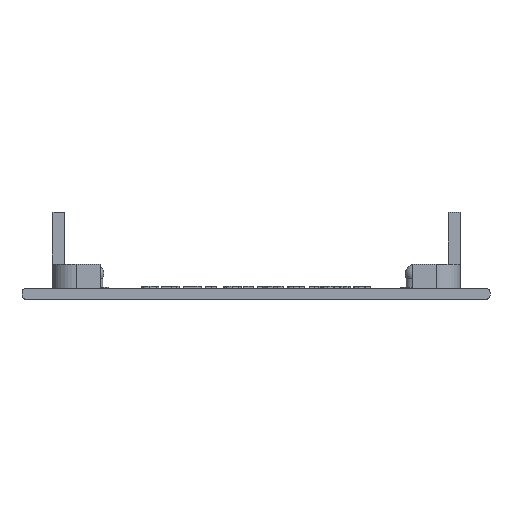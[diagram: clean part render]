
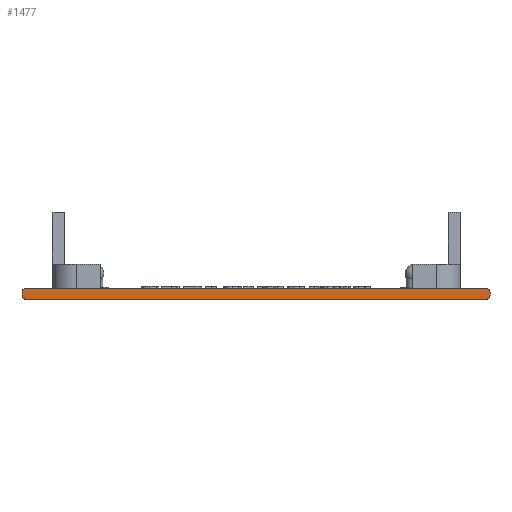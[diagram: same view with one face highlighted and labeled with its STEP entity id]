
A CAD part, front view. The second image highlights one B-rep face of the part: STEP entity #1477.
In plain terms, the highlighted planar face has unit normal (0, -1, 0).
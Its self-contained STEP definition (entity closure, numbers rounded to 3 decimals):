
#32 = PLANE('',#33);
#33 = AXIS2_PLACEMENT_3D('',#34,#35,#36);
#34 = CARTESIAN_POINT('',(71.,147.,0.));
#35 = DIRECTION('',(0.,0.,1.));
#36 = DIRECTION('',(1.,0.,0.));
#57 = VERTEX_POINT('',#58);
#58 = CARTESIAN_POINT('',(70.3,147.,0.));
#72 = CYLINDRICAL_SURFACE('',#73,0.7);
#73 = AXIS2_PLACEMENT_3D('',#74,#75,#76);
#74 = CARTESIAN_POINT('',(70.3,147.,0.7));
#75 = DIRECTION('',(-0.,1.,-0.));
#76 = DIRECTION('',(1.,-0.,-0.));
#84 = EDGE_CURVE('',#85,#57,#87,.T.);
#85 = VERTEX_POINT('',#86);
#86 = CARTESIAN_POINT('',(-6.3,147.,0.));
#87 = SURFACE_CURVE('',#88,(#92,#99),.PCURVE_S1.);
#88 = LINE('',#89,#90);
#89 = CARTESIAN_POINT('',(-6.3,147.,0.));
#90 = VECTOR('',#91,1.);
#91 = DIRECTION('',(1.,0.,0.));
#92 = PCURVE('',#32,#93);
#93 = DEFINITIONAL_REPRESENTATION('',(#94),#98);
#94 = LINE('',#95,#96);
#95 = CARTESIAN_POINT('',(-77.3,0.));
#96 = VECTOR('',#97,1.);
#97 = DIRECTION('',(1.,-0.));
#98 = ( GEOMETRIC_REPRESENTATION_CONTEXT(2) 
PARAMETRIC_REPRESENTATION_CONTEXT() REPRESENTATION_CONTEXT('2D SPACE',''
  ) );
#99 = PCURVE('',#100,#105);
#100 = PLANE('',#101);
#101 = AXIS2_PLACEMENT_3D('',#102,#103,#104);
#102 = CARTESIAN_POINT('',(71.,147.,0.));
#103 = DIRECTION('',(0.,1.,0.));
#104 = DIRECTION('',(-0.,-0.,-1.));
#105 = DEFINITIONAL_REPRESENTATION('',(#106),#110);
#106 = LINE('',#107,#108);
#107 = CARTESIAN_POINT('',(0.,77.3));
#108 = VECTOR('',#109,1.);
#109 = DIRECTION('',(-0.,-1.));
#110 = ( GEOMETRIC_REPRESENTATION_CONTEXT(2) 
PARAMETRIC_REPRESENTATION_CONTEXT() REPRESENTATION_CONTEXT('2D SPACE',''
  ) );
#128 = CYLINDRICAL_SURFACE('',#129,0.7);
#129 = AXIS2_PLACEMENT_3D('',#130,#131,#132);
#130 = CARTESIAN_POINT('',(-6.3,147.,0.7));
#131 = DIRECTION('',(0.,1.,0.));
#132 = DIRECTION('',(-1.,0.,0.));
#1334 = PLANE('',#1335);
#1335 = AXIS2_PLACEMENT_3D('',#1336,#1337,#1338);
#1336 = CARTESIAN_POINT('',(71.,147.,0.));
#1337 = DIRECTION('',(-1.,-0.,-0.));
#1338 = DIRECTION('',(-0.,-0.,-1.));
#1367 = CYLINDRICAL_SURFACE('',#1368,0.7);
#1368 = AXIS2_PLACEMENT_3D('',#1369,#1370,#1371);
#1369 = CARTESIAN_POINT('',(70.3,147.,1.15));
#1370 = DIRECTION('',(-0.,1.,-0.));
#1371 = DIRECTION('',(1.,-0.,-0.));
#1395 = PLANE('',#1396);
#1396 = AXIS2_PLACEMENT_3D('',#1397,#1398,#1399);
#1397 = CARTESIAN_POINT('',(71.,147.,1.85));
#1398 = DIRECTION('',(0.,0.,1.));
#1399 = DIRECTION('',(1.,0.,0.));
#1431 = EDGE_CURVE('',#1432,#57,#1434,.T.);
#1432 = VERTEX_POINT('',#1433);
#1433 = CARTESIAN_POINT('',(71.,147.,0.7));
#1434 = SURFACE_CURVE('',#1435,(#1440,#1447),.PCURVE_S1.);
#1435 = CIRCLE('',#1436,0.7);
#1436 = AXIS2_PLACEMENT_3D('',#1437,#1438,#1439);
#1437 = CARTESIAN_POINT('',(70.3,147.,0.7));
#1438 = DIRECTION('',(0.,1.,0.));
#1439 = DIRECTION('',(-0.,-0.,1.));
#1440 = PCURVE('',#72,#1441);
#1441 = DEFINITIONAL_REPRESENTATION('',(#1442),#1446);
#1442 = LINE('',#1443,#1444);
#1443 = CARTESIAN_POINT('',(-1.571,0.));
#1444 = VECTOR('',#1445,1.);
#1445 = DIRECTION('',(1.,0.));
#1446 = ( GEOMETRIC_REPRESENTATION_CONTEXT(2) 
PARAMETRIC_REPRESENTATION_CONTEXT() REPRESENTATION_CONTEXT('2D SPACE',''
  ) );
#1447 = PCURVE('',#100,#1448);
#1448 = DEFINITIONAL_REPRESENTATION('',(#1449),#1453);
#1449 = CIRCLE('',#1450,0.7);
#1450 = AXIS2_PLACEMENT_2D('',#1451,#1452);
#1451 = CARTESIAN_POINT('',(-0.7,0.7));
#1452 = DIRECTION('',(-1.,0.));
#1453 = ( GEOMETRIC_REPRESENTATION_CONTEXT(2) 
PARAMETRIC_REPRESENTATION_CONTEXT() REPRESENTATION_CONTEXT('2D SPACE',''
  ) );
#1477 = ADVANCED_FACE('',(#1478),#100,.F.);
#1478 = FACE_BOUND('',#1479,.T.);
#1479 = EDGE_LOOP('',(#1480,#1481,#1504,#1532,#1555,#1584,#1612,#1638));
#1480 = ORIENTED_EDGE('',*,*,#1431,.F.);
#1481 = ORIENTED_EDGE('',*,*,#1482,.T.);
#1482 = EDGE_CURVE('',#1432,#1483,#1485,.T.);
#1483 = VERTEX_POINT('',#1484);
#1484 = CARTESIAN_POINT('',(71.,147.,1.15));
#1485 = SURFACE_CURVE('',#1486,(#1490,#1497),.PCURVE_S1.);
#1486 = LINE('',#1487,#1488);
#1487 = CARTESIAN_POINT('',(71.,147.,0.));
#1488 = VECTOR('',#1489,1.);
#1489 = DIRECTION('',(0.,0.,1.));
#1490 = PCURVE('',#100,#1491);
#1491 = DEFINITIONAL_REPRESENTATION('',(#1492),#1496);
#1492 = LINE('',#1493,#1494);
#1493 = CARTESIAN_POINT('',(-0.,-0.));
#1494 = VECTOR('',#1495,1.);
#1495 = DIRECTION('',(-1.,-0.));
#1496 = ( GEOMETRIC_REPRESENTATION_CONTEXT(2) 
PARAMETRIC_REPRESENTATION_CONTEXT() REPRESENTATION_CONTEXT('2D SPACE',''
  ) );
#1497 = PCURVE('',#1334,#1498);
#1498 = DEFINITIONAL_REPRESENTATION('',(#1499),#1503);
#1499 = LINE('',#1500,#1501);
#1500 = CARTESIAN_POINT('',(-0.,-0.));
#1501 = VECTOR('',#1502,1.);
#1502 = DIRECTION('',(-1.,-0.));
#1503 = ( GEOMETRIC_REPRESENTATION_CONTEXT(2) 
PARAMETRIC_REPRESENTATION_CONTEXT() REPRESENTATION_CONTEXT('2D SPACE',''
  ) );
#1504 = ORIENTED_EDGE('',*,*,#1505,.T.);
#1505 = EDGE_CURVE('',#1483,#1506,#1508,.T.);
#1506 = VERTEX_POINT('',#1507);
#1507 = CARTESIAN_POINT('',(70.3,147.,1.85));
#1508 = SURFACE_CURVE('',#1509,(#1514,#1525),.PCURVE_S1.);
#1509 = CIRCLE('',#1510,0.7);
#1510 = AXIS2_PLACEMENT_3D('',#1511,#1512,#1513);
#1511 = CARTESIAN_POINT('',(70.3,147.,1.15));
#1512 = DIRECTION('',(0.,-1.,0.));
#1513 = DIRECTION('',(-0.,-0.,1.));
#1514 = PCURVE('',#100,#1515);
#1515 = DEFINITIONAL_REPRESENTATION('',(#1516),#1524);
#1516 = ( BOUNDED_CURVE() B_SPLINE_CURVE(2,(#1517,#1518,#1519,#1520,
#1521,#1522,#1523),.UNSPECIFIED.,.T.,.F.) B_SPLINE_CURVE_WITH_KNOTS((1,2
    ,2,2,2,1),(-2.094,0.,2.094,4.189,
6.283,8.378),.UNSPECIFIED.) CURVE() 
GEOMETRIC_REPRESENTATION_ITEM() RATIONAL_B_SPLINE_CURVE((1.,0.5,1.,0.5,
1.,0.5,1.)) REPRESENTATION_ITEM('') );
#1517 = CARTESIAN_POINT('',(-1.85,0.7));
#1518 = CARTESIAN_POINT('',(-1.85,1.912));
#1519 = CARTESIAN_POINT('',(-0.8,1.306));
#1520 = CARTESIAN_POINT('',(0.25,0.7));
#1521 = CARTESIAN_POINT('',(-0.8,0.094));
#1522 = CARTESIAN_POINT('',(-1.85,-0.512));
#1523 = CARTESIAN_POINT('',(-1.85,0.7));
#1524 = ( GEOMETRIC_REPRESENTATION_CONTEXT(2) 
PARAMETRIC_REPRESENTATION_CONTEXT() REPRESENTATION_CONTEXT('2D SPACE',''
  ) );
#1525 = PCURVE('',#1367,#1526);
#1526 = DEFINITIONAL_REPRESENTATION('',(#1527),#1531);
#1527 = LINE('',#1528,#1529);
#1528 = CARTESIAN_POINT('',(4.712,-0.));
#1529 = VECTOR('',#1530,1.);
#1530 = DIRECTION('',(-1.,0.));
#1531 = ( GEOMETRIC_REPRESENTATION_CONTEXT(2) 
PARAMETRIC_REPRESENTATION_CONTEXT() REPRESENTATION_CONTEXT('2D SPACE',''
  ) );
#1532 = ORIENTED_EDGE('',*,*,#1533,.T.);
#1533 = EDGE_CURVE('',#1506,#1534,#1536,.T.);
#1534 = VERTEX_POINT('',#1535);
#1535 = CARTESIAN_POINT('',(-6.3,147.,1.85));
#1536 = SURFACE_CURVE('',#1537,(#1541,#1548),.PCURVE_S1.);
#1537 = LINE('',#1538,#1539);
#1538 = CARTESIAN_POINT('',(70.3,147.,1.85));
#1539 = VECTOR('',#1540,1.);
#1540 = DIRECTION('',(-1.,0.,0.));
#1541 = PCURVE('',#100,#1542);
#1542 = DEFINITIONAL_REPRESENTATION('',(#1543),#1547);
#1543 = LINE('',#1544,#1545);
#1544 = CARTESIAN_POINT('',(-1.85,0.7));
#1545 = VECTOR('',#1546,1.);
#1546 = DIRECTION('',(-0.,1.));
#1547 = ( GEOMETRIC_REPRESENTATION_CONTEXT(2) 
PARAMETRIC_REPRESENTATION_CONTEXT() REPRESENTATION_CONTEXT('2D SPACE',''
  ) );
#1548 = PCURVE('',#1395,#1549);
#1549 = DEFINITIONAL_REPRESENTATION('',(#1550),#1554);
#1550 = LINE('',#1551,#1552);
#1551 = CARTESIAN_POINT('',(-0.7,0.));
#1552 = VECTOR('',#1553,1.);
#1553 = DIRECTION('',(-1.,0.));
#1554 = ( GEOMETRIC_REPRESENTATION_CONTEXT(2) 
PARAMETRIC_REPRESENTATION_CONTEXT() REPRESENTATION_CONTEXT('2D SPACE',''
  ) );
#1555 = ORIENTED_EDGE('',*,*,#1556,.F.);
#1556 = EDGE_CURVE('',#1557,#1534,#1559,.T.);
#1557 = VERTEX_POINT('',#1558);
#1558 = CARTESIAN_POINT('',(-7.,147.,1.15));
#1559 = SURFACE_CURVE('',#1560,(#1565,#1572),.PCURVE_S1.);
#1560 = CIRCLE('',#1561,0.7);
#1561 = AXIS2_PLACEMENT_3D('',#1562,#1563,#1564);
#1562 = CARTESIAN_POINT('',(-6.3,147.,1.15));
#1563 = DIRECTION('',(0.,1.,0.));
#1564 = DIRECTION('',(0.,-0.,1.));
#1565 = PCURVE('',#100,#1566);
#1566 = DEFINITIONAL_REPRESENTATION('',(#1567),#1571);
#1567 = CIRCLE('',#1568,0.7);
#1568 = AXIS2_PLACEMENT_2D('',#1569,#1570);
#1569 = CARTESIAN_POINT('',(-1.15,77.3));
#1570 = DIRECTION('',(-1.,0.));
#1571 = ( GEOMETRIC_REPRESENTATION_CONTEXT(2) 
PARAMETRIC_REPRESENTATION_CONTEXT() REPRESENTATION_CONTEXT('2D SPACE',''
  ) );
#1572 = PCURVE('',#1573,#1578);
#1573 = CYLINDRICAL_SURFACE('',#1574,0.7);
#1574 = AXIS2_PLACEMENT_3D('',#1575,#1576,#1577);
#1575 = CARTESIAN_POINT('',(-6.3,147.,1.15));
#1576 = DIRECTION('',(0.,1.,0.));
#1577 = DIRECTION('',(-1.,0.,0.));
#1578 = DEFINITIONAL_REPRESENTATION('',(#1579),#1583);
#1579 = LINE('',#1580,#1581);
#1580 = CARTESIAN_POINT('',(-4.712,0.));
#1581 = VECTOR('',#1582,1.);
#1582 = DIRECTION('',(1.,0.));
#1583 = ( GEOMETRIC_REPRESENTATION_CONTEXT(2) 
PARAMETRIC_REPRESENTATION_CONTEXT() REPRESENTATION_CONTEXT('2D SPACE',''
  ) );
#1584 = ORIENTED_EDGE('',*,*,#1585,.F.);
#1585 = EDGE_CURVE('',#1586,#1557,#1588,.T.);
#1586 = VERTEX_POINT('',#1587);
#1587 = CARTESIAN_POINT('',(-7.,147.,0.7));
#1588 = SURFACE_CURVE('',#1589,(#1593,#1600),.PCURVE_S1.);
#1589 = LINE('',#1590,#1591);
#1590 = CARTESIAN_POINT('',(-7.,147.,0.));
#1591 = VECTOR('',#1592,1.);
#1592 = DIRECTION('',(0.,0.,1.));
#1593 = PCURVE('',#100,#1594);
#1594 = DEFINITIONAL_REPRESENTATION('',(#1595),#1599);
#1595 = LINE('',#1596,#1597);
#1596 = CARTESIAN_POINT('',(-0.,78.));
#1597 = VECTOR('',#1598,1.);
#1598 = DIRECTION('',(-1.,-0.));
#1599 = ( GEOMETRIC_REPRESENTATION_CONTEXT(2) 
PARAMETRIC_REPRESENTATION_CONTEXT() REPRESENTATION_CONTEXT('2D SPACE',''
  ) );
#1600 = PCURVE('',#1601,#1606);
#1601 = PLANE('',#1602);
#1602 = AXIS2_PLACEMENT_3D('',#1603,#1604,#1605);
#1603 = CARTESIAN_POINT('',(-7.,147.,0.));
#1604 = DIRECTION('',(1.,0.,0.));
#1605 = DIRECTION('',(0.,0.,1.));
#1606 = DEFINITIONAL_REPRESENTATION('',(#1607),#1611);
#1607 = LINE('',#1608,#1609);
#1608 = CARTESIAN_POINT('',(0.,0.));
#1609 = VECTOR('',#1610,1.);
#1610 = DIRECTION('',(1.,0.));
#1611 = ( GEOMETRIC_REPRESENTATION_CONTEXT(2) 
PARAMETRIC_REPRESENTATION_CONTEXT() REPRESENTATION_CONTEXT('2D SPACE',''
  ) );
#1612 = ORIENTED_EDGE('',*,*,#1613,.T.);
#1613 = EDGE_CURVE('',#1586,#85,#1614,.T.);
#1614 = SURFACE_CURVE('',#1615,(#1620,#1631),.PCURVE_S1.);
#1615 = CIRCLE('',#1616,0.7);
#1616 = AXIS2_PLACEMENT_3D('',#1617,#1618,#1619);
#1617 = CARTESIAN_POINT('',(-6.3,147.,0.7));
#1618 = DIRECTION('',(-0.,-1.,0.));
#1619 = DIRECTION('',(0.,-0.,1.));
#1620 = PCURVE('',#100,#1621);
#1621 = DEFINITIONAL_REPRESENTATION('',(#1622),#1630);
#1622 = ( BOUNDED_CURVE() B_SPLINE_CURVE(2,(#1623,#1624,#1625,#1626,
#1627,#1628,#1629),.UNSPECIFIED.,.T.,.F.) B_SPLINE_CURVE_WITH_KNOTS((1,2
    ,2,2,2,1),(-2.094,0.,2.094,4.189,
6.283,8.378),.UNSPECIFIED.) CURVE() 
GEOMETRIC_REPRESENTATION_ITEM() RATIONAL_B_SPLINE_CURVE((1.,0.5,1.,0.5,
1.,0.5,1.)) REPRESENTATION_ITEM('') );
#1623 = CARTESIAN_POINT('',(-1.4,77.3));
#1624 = CARTESIAN_POINT('',(-1.4,78.512));
#1625 = CARTESIAN_POINT('',(-0.35,77.906));
#1626 = CARTESIAN_POINT('',(0.7,77.3));
#1627 = CARTESIAN_POINT('',(-0.35,76.694));
#1628 = CARTESIAN_POINT('',(-1.4,76.088));
#1629 = CARTESIAN_POINT('',(-1.4,77.3));
#1630 = ( GEOMETRIC_REPRESENTATION_CONTEXT(2) 
PARAMETRIC_REPRESENTATION_CONTEXT() REPRESENTATION_CONTEXT('2D SPACE',''
  ) );
#1631 = PCURVE('',#128,#1632);
#1632 = DEFINITIONAL_REPRESENTATION('',(#1633),#1637);
#1633 = LINE('',#1634,#1635);
#1634 = CARTESIAN_POINT('',(1.571,-0.));
#1635 = VECTOR('',#1636,1.);
#1636 = DIRECTION('',(-1.,0.));
#1637 = ( GEOMETRIC_REPRESENTATION_CONTEXT(2) 
PARAMETRIC_REPRESENTATION_CONTEXT() REPRESENTATION_CONTEXT('2D SPACE',''
  ) );
#1638 = ORIENTED_EDGE('',*,*,#84,.T.);
